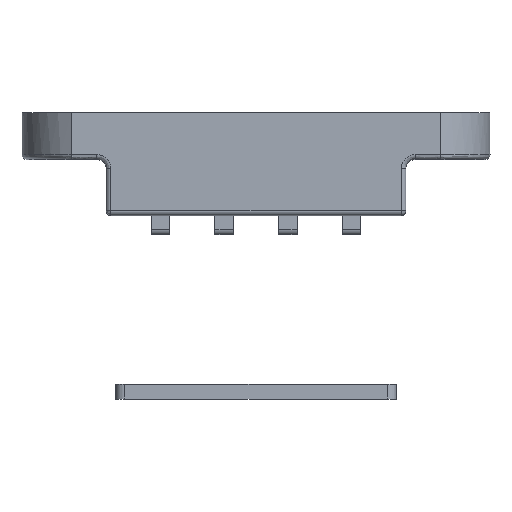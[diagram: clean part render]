
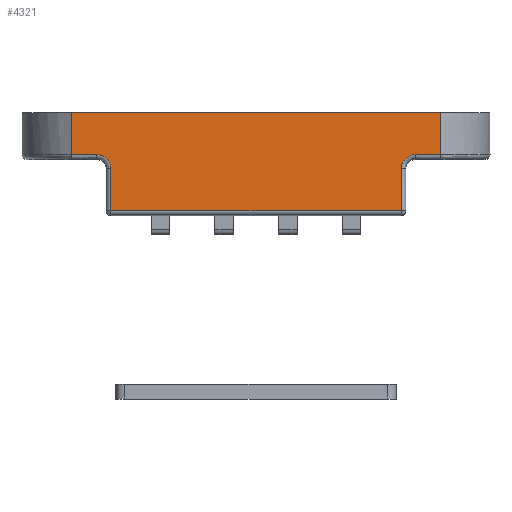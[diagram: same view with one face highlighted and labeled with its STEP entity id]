
A CAD part, top view. The second image highlights one B-rep face of the part: STEP entity #4321.
In plain terms, the highlighted free-form (B-spline) face has degree [1, 1] with [2, 2] control points.
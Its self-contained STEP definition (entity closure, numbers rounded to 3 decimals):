
#2154=CARTESIAN_POINT('',(15.5,-10.5,8.5));
#2155=VERTEX_POINT('',#2154);
#2178=CARTESIAN_POINT('',(15.5,-6.0,8.5));
#2179=VERTEX_POINT('',#2178);
#2193=CARTESIAN_POINT('',(15.5,-10.5,8.5));
#2194=CARTESIAN_POINT('',(15.5,-6.0,8.5));
#2195=QUASI_UNIFORM_CURVE('',1,(#2193,#2194),.UNSPECIFIED.,.F.,.U.);
#2196=EDGE_CURVE('',#2155,#2179,#2195,.T.);
#2220=CARTESIAN_POINT('',(17.0,-4.5,8.5));
#2221=VERTEX_POINT('',#2220);
#2235=CARTESIAN_POINT('',(15.5,-6.0,8.5));
#2236=CARTESIAN_POINT('',(15.5,-4.5,8.5));
#2237=CARTESIAN_POINT('',(17.0,-4.5,8.5));
#2245=(BOUNDED_CURVE()B_SPLINE_CURVE(2,(#2235,#2236,#2237),.UNSPECIFIED.,.F.,.U.)CURVE()GEOMETRIC_REPRESENTATION_ITEM()QUASI_UNIFORM_CURVE()RATIONAL_B_SPLINE_CURVE((1.0,0.707,1.0))REPRESENTATION_ITEM(''));
#2246=EDGE_CURVE('',#2179,#2221,#2245,.T.);
#2337=CARTESIAN_POINT('',(19.743,-4.5,8.5));
#2338=VERTEX_POINT('',#2337);
#2362=CARTESIAN_POINT('',(17.0,-4.5,8.5));
#2363=CARTESIAN_POINT('',(19.743,-4.5,8.5));
#2364=QUASI_UNIFORM_CURVE('',1,(#2362,#2363),.UNSPECIFIED.,.F.,.U.);
#2365=EDGE_CURVE('',#2221,#2338,#2364,.T.);
#2390=CARTESIAN_POINT('',(-15.5,-10.5,8.5));
#2391=VERTEX_POINT('',#2390);
#2413=CARTESIAN_POINT('',(-15.5,-10.5,8.5));
#2414=CARTESIAN_POINT('',(15.5,-10.5,8.5));
#2415=QUASI_UNIFORM_CURVE('',1,(#2413,#2414),.UNSPECIFIED.,.F.,.U.);
#2416=EDGE_CURVE('',#2391,#2155,#2415,.T.);
#2721=CARTESIAN_POINT('',(-15.5,-6.0,8.5));
#2722=VERTEX_POINT('',#2721);
#2744=CARTESIAN_POINT('',(-15.5,-6.0,8.5));
#2745=CARTESIAN_POINT('',(-15.5,-10.5,8.5));
#2746=QUASI_UNIFORM_CURVE('',1,(#2744,#2745),.UNSPECIFIED.,.F.,.U.);
#2747=EDGE_CURVE('',#2722,#2391,#2746,.T.);
#2950=CARTESIAN_POINT('',(-17.0,-4.5,8.5));
#2951=VERTEX_POINT('',#2950);
#2981=CARTESIAN_POINT('',(-17.0,-4.5,8.5));
#2982=CARTESIAN_POINT('',(-15.5,-4.5,8.5));
#2983=CARTESIAN_POINT('',(-15.5,-6.0,8.5));
#2991=(BOUNDED_CURVE()B_SPLINE_CURVE(2,(#2981,#2982,#2983),.UNSPECIFIED.,.F.,.U.)CURVE()GEOMETRIC_REPRESENTATION_ITEM()QUASI_UNIFORM_CURVE()RATIONAL_B_SPLINE_CURVE((1.0,0.707,1.0))REPRESENTATION_ITEM(''));
#2992=EDGE_CURVE('',#2951,#2722,#2991,.T.);
#3053=CARTESIAN_POINT('',(-19.744,-4.5,8.5));
#3054=VERTEX_POINT('',#3053);
#3086=CARTESIAN_POINT('',(-19.744,-4.5,8.5));
#3087=CARTESIAN_POINT('',(-17.0,-4.5,8.5));
#3088=QUASI_UNIFORM_CURVE('',1,(#3086,#3087),.UNSPECIFIED.,.F.,.U.);
#3089=EDGE_CURVE('',#3054,#2951,#3088,.T.);
#4198=CARTESIAN_POINT('',(19.743,0.0,8.5));
#4199=VERTEX_POINT('',#4198);
#4200=CARTESIAN_POINT('',(19.743,-4.5,8.5));
#4201=CARTESIAN_POINT('',(19.743,0.0,8.5));
#4202=QUASI_UNIFORM_CURVE('',1,(#4200,#4201),.UNSPECIFIED.,.F.,.U.);
#4203=EDGE_CURVE('',#2338,#4199,#4202,.T.);
#4275=CARTESIAN_POINT('',(-19.744,0.0,8.5));
#4276=VERTEX_POINT('',#4275);
#4277=CARTESIAN_POINT('',(-19.744,-4.5,8.5));
#4278=CARTESIAN_POINT('',(-19.744,0.0,8.5));
#4279=QUASI_UNIFORM_CURVE('',1,(#4277,#4278),.UNSPECIFIED.,.F.,.U.);
#4280=EDGE_CURVE('',#3054,#4276,#4279,.T.);
#4300=CARTESIAN_POINT('',(21.715,-11.024,8.5));
#4301=CARTESIAN_POINT('',(-21.716,-11.024,8.5));
#4302=CARTESIAN_POINT('',(21.715,0.524,8.5));
#4303=CARTESIAN_POINT('',(-21.716,0.524,8.5));
#4304=B_SPLINE_SURFACE_WITH_KNOTS('',1,1,((#4300,#4302),(#4301,#4303)),.UNSPECIFIED.,.F.,.F.,.U.,(2,2),(2,2),(0.0,43.431),(0.0,11.549),.UNSPECIFIED.);
#4305=ORIENTED_EDGE('',*,*,#2246,.T.);
#4306=ORIENTED_EDGE('',*,*,#2365,.T.);
#4307=ORIENTED_EDGE('',*,*,#4203,.T.);
#4308=CARTESIAN_POINT('',(19.743,0.0,8.5));
#4309=CARTESIAN_POINT('',(-19.744,0.0,8.5));
#4310=QUASI_UNIFORM_CURVE('',1,(#4308,#4309),.UNSPECIFIED.,.F.,.U.);
#4311=EDGE_CURVE('',#4199,#4276,#4310,.T.);
#4312=ORIENTED_EDGE('',*,*,#4311,.T.);
#4313=ORIENTED_EDGE('',*,*,#4280,.F.);
#4314=ORIENTED_EDGE('',*,*,#3089,.T.);
#4315=ORIENTED_EDGE('',*,*,#2992,.T.);
#4316=ORIENTED_EDGE('',*,*,#2747,.T.);
#4317=ORIENTED_EDGE('',*,*,#2416,.T.);
#4318=ORIENTED_EDGE('',*,*,#2196,.T.);
#4319=EDGE_LOOP('',(#4305,#4306,#4307,#4312,#4313,#4314,#4315,#4316,#4317,#4318));
#4320=FACE_OUTER_BOUND('',#4319,.T.);
#4321=ADVANCED_FACE('',(#4320),#4304,.F.);
